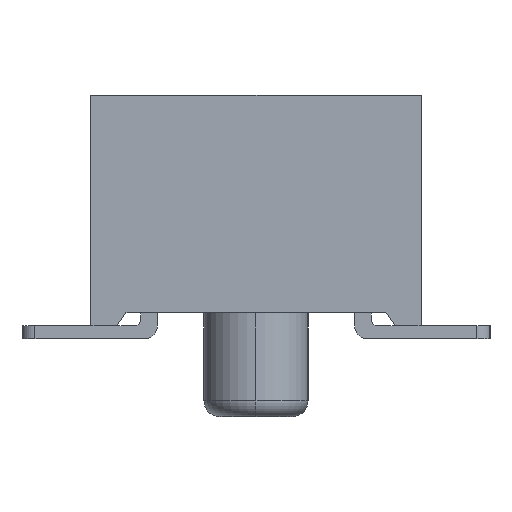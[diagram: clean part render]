
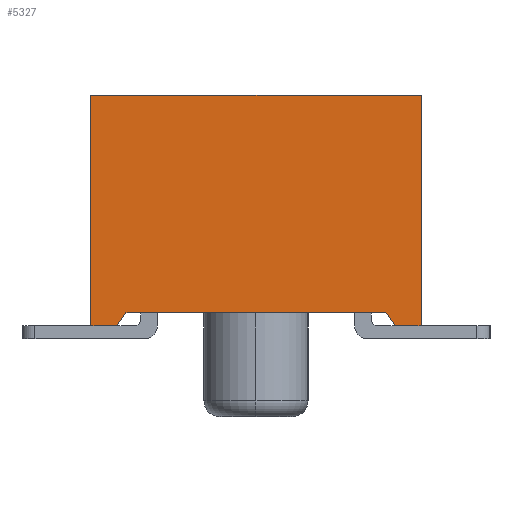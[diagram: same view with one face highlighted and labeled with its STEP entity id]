
A CAD part, left-side view. The second image highlights one B-rep face of the part: STEP entity #5327.
In plain terms, the highlighted planar face has unit normal (-1, 0, 0).
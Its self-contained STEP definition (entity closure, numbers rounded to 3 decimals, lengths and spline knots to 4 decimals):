
#955 = EDGE_CURVE('',#956,#958,#960,.T.);
#956 = VERTEX_POINT('',#957);
#957 = CARTESIAN_POINT('',(-25.4,-2.,0.525));
#958 = VERTEX_POINT('',#959);
#959 = CARTESIAN_POINT('',(-25.4,2.,0.525));
#960 = LINE('',#961,#962);
#961 = CARTESIAN_POINT('',(-25.4,-2.,0.525));
#962 = VECTOR('',#963,1.);
#963 = DIRECTION('',(0.,1.,0.));
#5327 = ADVANCED_FACE('',(#5328),#5385,.T.);
#5328 = FACE_BOUND('',#5329,.F.);
#5329 = EDGE_LOOP('',(#5330,#5338,#5339,#5347,#5355,#5363,#5371,#5379));
#5330 = ORIENTED_EDGE('',*,*,#5331,.T.);
#5331 = EDGE_CURVE('',#5332,#956,#5334,.T.);
#5332 = VERTEX_POINT('',#5333);
#5333 = CARTESIAN_POINT('',(-25.4,-2.14,0.325));
#5334 = LINE('',#5335,#5336);
#5335 = CARTESIAN_POINT('',(-25.4,-2.14,0.325));
#5336 = VECTOR('',#5337,1.);
#5337 = DIRECTION('',(0.,0.574,0.819));
#5338 = ORIENTED_EDGE('',*,*,#955,.T.);
#5339 = ORIENTED_EDGE('',*,*,#5340,.T.);
#5340 = EDGE_CURVE('',#958,#5341,#5343,.T.);
#5341 = VERTEX_POINT('',#5342);
#5342 = CARTESIAN_POINT('',(-25.4,2.14,0.325));
#5343 = LINE('',#5344,#5345);
#5344 = CARTESIAN_POINT('',(-25.4,2.,0.525));
#5345 = VECTOR('',#5346,1.);
#5346 = DIRECTION('',(0.,0.574,-0.819));
#5347 = ORIENTED_EDGE('',*,*,#5348,.F.);
#5348 = EDGE_CURVE('',#5349,#5341,#5351,.T.);
#5349 = VERTEX_POINT('',#5350);
#5350 = CARTESIAN_POINT('',(-25.4,2.54,0.325));
#5351 = LINE('',#5352,#5353);
#5352 = CARTESIAN_POINT('',(-25.4,2.54,0.325));
#5353 = VECTOR('',#5354,1.);
#5354 = DIRECTION('',(0.,-1.,0.));
#5355 = ORIENTED_EDGE('',*,*,#5356,.T.);
#5356 = EDGE_CURVE('',#5349,#5357,#5359,.T.);
#5357 = VERTEX_POINT('',#5358);
#5358 = CARTESIAN_POINT('',(-25.4,2.54,3.875));
#5359 = LINE('',#5360,#5361);
#5360 = CARTESIAN_POINT('',(-25.4,2.54,0.325));
#5361 = VECTOR('',#5362,1.);
#5362 = DIRECTION('',(0.,0.,1.));
#5363 = ORIENTED_EDGE('',*,*,#5364,.T.);
#5364 = EDGE_CURVE('',#5357,#5365,#5367,.T.);
#5365 = VERTEX_POINT('',#5366);
#5366 = CARTESIAN_POINT('',(-25.4,-2.54,3.875));
#5367 = LINE('',#5368,#5369);
#5368 = CARTESIAN_POINT('',(-25.4,2.54,3.875));
#5369 = VECTOR('',#5370,1.);
#5370 = DIRECTION('',(0.,-1.,0.));
#5371 = ORIENTED_EDGE('',*,*,#5372,.F.);
#5372 = EDGE_CURVE('',#5373,#5365,#5375,.T.);
#5373 = VERTEX_POINT('',#5374);
#5374 = CARTESIAN_POINT('',(-25.4,-2.54,0.325));
#5375 = LINE('',#5376,#5377);
#5376 = CARTESIAN_POINT('',(-25.4,-2.54,0.325));
#5377 = VECTOR('',#5378,1.);
#5378 = DIRECTION('',(0.,0.,1.));
#5379 = ORIENTED_EDGE('',*,*,#5380,.F.);
#5380 = EDGE_CURVE('',#5332,#5373,#5381,.T.);
#5381 = LINE('',#5382,#5383);
#5382 = CARTESIAN_POINT('',(-25.4,-2.14,0.325));
#5383 = VECTOR('',#5384,1.);
#5384 = DIRECTION('',(0.,-1.,0.));
#5385 = PLANE('',#5386);
#5386 = AXIS2_PLACEMENT_3D('',#5387,#5388,#5389);
#5387 = CARTESIAN_POINT('',(-25.4,2.54,0.325));
#5388 = DIRECTION('',(-1.,0.,0.));
#5389 = DIRECTION('',(0.,-1.,0.));
